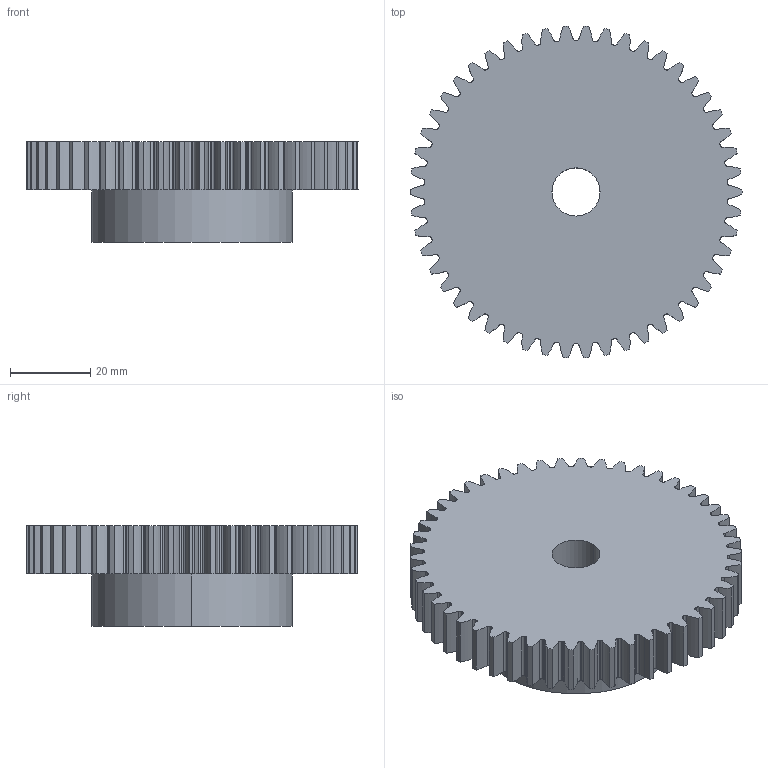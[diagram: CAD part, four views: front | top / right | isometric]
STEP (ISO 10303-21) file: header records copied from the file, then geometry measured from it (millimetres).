
FILE_DESCRIPTION (( 'STEP AP214' ), '1' );
FILE_NAME ('111-016-050.step', '2010-07-16T13:14:53', ( 'WMH Herion Antriebstechnik GmbH' ), ( 'WMH Herion Antriebstechnik GmbH' ), 'SwSTEP 2.0', 'SolidWorks 2010', '' );
FILE_SCHEMA (( 'AUTOMOTIVE_DESIGN' ));
Length unit declared in the file: millimetre
Products named in the file (1): 111-016-050
Bounding box: 82.76 x 82.66 x 25 mm (x, y, z)
Volume: 82059.7 mm3; surface area: 18540.1 mm2
Topology: 1 solids, 1 shells, 330 faces, 981 edges, 654 vertices
Faces by surface type: cylinder 327, plane 3
Entity records: 11517 total; most frequent: DIRECTION 2297, CARTESIAN_POINT 1966, ORIENTED_EDGE 1962, AXIS2_PLACEMENT_3D 985, EDGE_CURVE 981, VERTEX_POINT 654, CIRCLE 654, EDGE_LOOP 333
